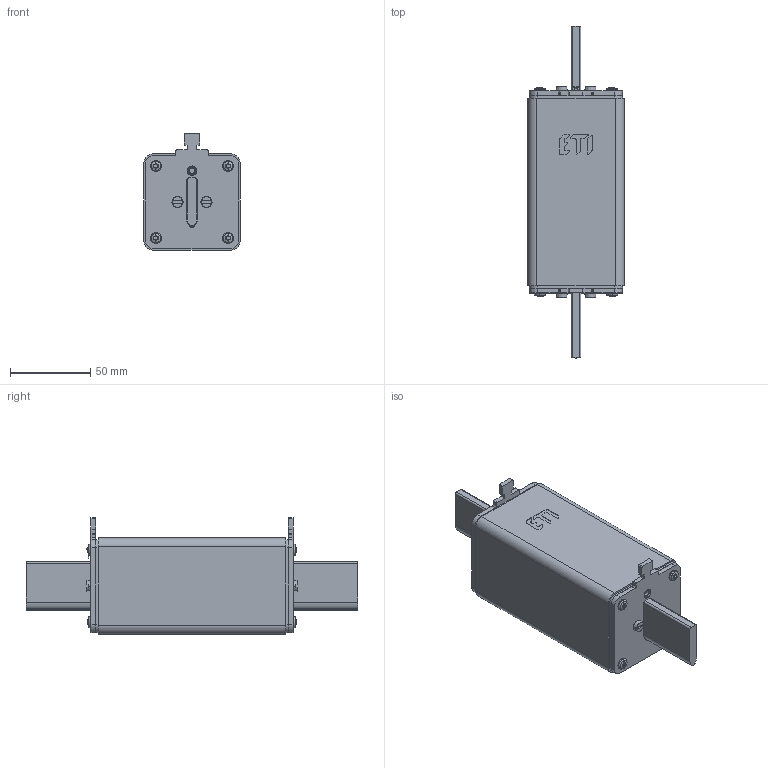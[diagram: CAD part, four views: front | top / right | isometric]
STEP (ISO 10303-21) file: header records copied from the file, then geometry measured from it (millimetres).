
FILE_DESCRIPTION((''),'2;1');
FILE_NAME('2XL_1500V_ASM','2021-09-27T',('marketing.praksa'),('Audax d.o.o.'),'CREO PARAMETRIC BY PTC INC, 2017480','CREO PARAMETRIC BY PTC INC, 2017480','');
FILE_SCHEMA(('AUTOMOTIVE_DESIGN { 1 0 10303 214 1 1 1 1 }'));
Length unit declared in the file: millimetre
Products named in the file (12): 0000066908_2; 0000050969_1; 0000017639_AF0_1_1_2_3_4_5; 0000017520_AF0_2_1_2_3; 0000018143_ASM_1_1_2_3_4_ASM; 0000051214_1; 0000011586_1_1_2_3_4; 0000011580_1_1_2_3_4_5_6_7_8_16; 0000011599_1_1_2_3_4_5_6_7_8_15; 0000037876_1_1_2_3_4_5_6_7_8_11; 0000043213_1_1_2_3_4; 2XL_1500V_ASM
Assembly tree (24 placements, depth 3):
  2XL_1500V_ASM
    0000066908_2
    0000050969_1  x2
    0000018143_ASM_1_1_2_3_4_ASM  x2
      0000017639_AF0_1_1_2_3_4_5
      0000017520_AF0_2_1_2_3
    0000051214_1  x2
    0000011586_1_1_2_3_4
    0000011580_1_1_2_3_4_5_6_7_8_16
    0000011599_1_1_2_3_4_5_6_7_8_15
    0000037876_1_1_2_3_4_5_6_7_8_11  x4
    0000043213_1_1_2_3_4  x8
Bounding box: 60 x 207 x 72.5 mm (x, y, z)
Volume: 468300.7 mm3; surface area: 82483 mm2
Topology: 24 solids, 40 shells, 1107 faces, 3056 edges, 2005 vertices
Faces by surface type: cylinder 563, plane 267, bspline 123, cone 74, torus 48, sphere 16, extrusion 16
Entity records: 26024 total; most frequent: CARTESIAN_POINT 7274, DIRECTION 2660, ORIENTED_EDGE 2426, EDGE_CURVE 1235, AXIS2_PLACEMENT_3D 1033, PRESENTATION_STYLE_ASSIGNMENT 853, VERTEX_POINT 805, STYLED_ITEM 802
